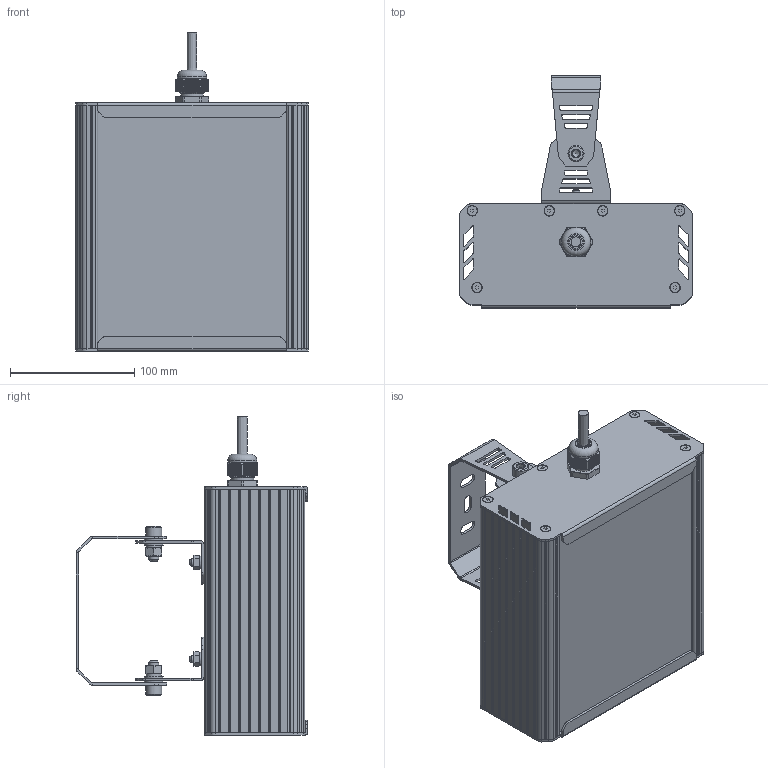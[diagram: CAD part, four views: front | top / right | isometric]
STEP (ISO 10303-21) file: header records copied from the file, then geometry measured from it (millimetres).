
FILE_DESCRIPTION(('STEP AP214'), '1');
FILE_NAME('001.0079.02.000 - ÃÑÏ-Ýêñòðà-10', '2023-10-28T05:09:44', ('Ëóêîíèí'), ('ÎÊÁ Ñâîé Ñòèëü'), 'C3D Converter', 'C3D Toolkit', '');
FILE_SCHEMA(('AUTOMOTIVE_DESIGN { 1 0 10303 214 3 1 1}'));
Length unit declared in the file: millimetre
Products named in the file (40): 001.0079.02.000
Assembly tree (63 placements, depth 4):
  001.0079.02.000
    (unnamed)
      (unnamed)
      (unnamed)
      (unnamed)
      (unnamed)  x6
      (unnamed)  x6
      (unnamed)
      (unnamed)
      (unnamed)
      (unnamed)
        (unnamed)
        (unnamed)  x13
        (unnamed)
        (unnamed)
        (unnamed)
        (unnamed)
        (unnamed)
        (unnamed)
        (unnamed)
      (unnamed)
        (unnamed)
    (unnamed)
      (unnamed)
      (unnamed)
      (unnamed)
      (unnamed)  x2
      (unnamed)
      (unnamed)
      (unnamed)
      (unnamed)
      (unnamed)
      (unnamed)
      (unnamed)
      (unnamed)
      (unnamed)  x2
      (unnamed)
      (unnamed)
      (unnamed)
      (unnamed)
Bounding box: 187.37 x 186.68 x 256 mm (x, y, z)
Volume: 658761.3 mm3; surface area: 526453.2 mm2
Topology: 71 solids, 71 shells, 2077 faces, 5830 edges, 3924 vertices
Faces by surface type: plane 1210, cylinder 730, cone 110, torus 13, bspline 13, sphere 1
Full cylindrical faces by diameter (mm): 1 x1, 2 x2, 2.5 x4, 2.8 x25, 3.2 x1, 3.5 x5, 4 x12, 4.917 x2, 6 x4, 6.6 x2, 6.647 x2, 8 x14, 8.5 x4, 9 x4, 11 x2, 12 x1, 12.5 x1, 13 x2, 15 x4, 16 x1, 18.5 x3, 20 x1, 23.5 x1
Entity records: 107096 total; most frequent: CARTESIAN_POINT 42559, ORIENTED_EDGE 10680, DIRECTION 9918, EDGE_CURVE 5340, VERTEX_POINT 3668, AXIS2_PLACEMENT_3D 3348, LINE 3222, VECTOR 3222
